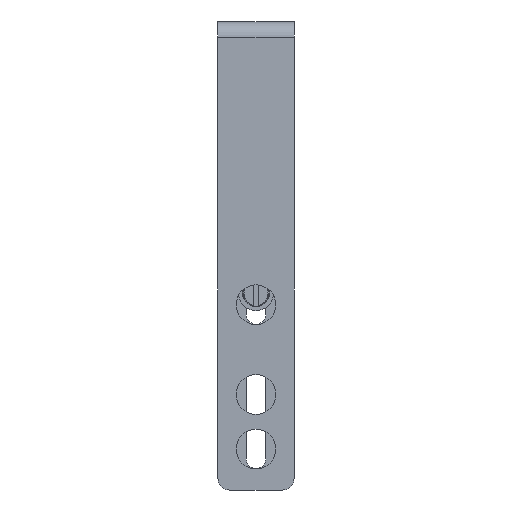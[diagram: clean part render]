
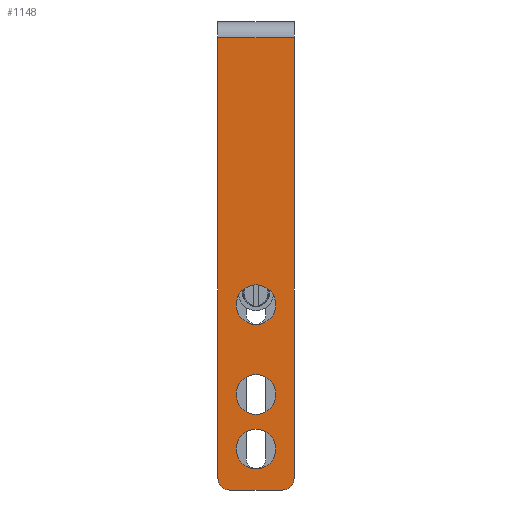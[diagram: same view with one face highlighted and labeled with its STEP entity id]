
A CAD part, left-side view. The second image highlights one B-rep face of the part: STEP entity #1148.
In plain terms, the highlighted planar face has unit normal (-1, 0, 0).
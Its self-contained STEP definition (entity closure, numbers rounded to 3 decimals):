
#96=FACE_BOUND('',#279,.T.);
#97=FACE_BOUND('',#280,.T.);
#98=FACE_BOUND('',#281,.T.);
#137=PLANE('',#1259);
#194=FACE_OUTER_BOUND('',#278,.T.);
#278=EDGE_LOOP('',(#964,#965,#966,#967,#968,#969));
#279=EDGE_LOOP('',(#970));
#280=EDGE_LOOP('',(#971));
#281=EDGE_LOOP('',(#972));
#354=LINE('',#1751,#428);
#360=LINE('',#1774,#434);
#392=LINE('',#1866,#466);
#394=LINE('',#1876,#468);
#428=VECTOR('',#1388,113.);
#434=VECTOR('',#1410,113.);
#466=VECTOR('',#1516,19.5);
#468=VECTOR('',#1532,13.5);
#491=CIRCLE('',#1204,3.);
#497=CIRCLE('',#1213,3.);
#504=CIRCLE('',#1234,5.1);
#505=CIRCLE('',#1236,5.1);
#506=CIRCLE('',#1238,5.1);
#560=VERTEX_POINT('',#1738);
#561=VERTEX_POINT('',#1739);
#565=VERTEX_POINT('',#1749);
#572=VERTEX_POINT('',#1767);
#573=VERTEX_POINT('',#1768);
#574=VERTEX_POINT('',#1773);
#587=VERTEX_POINT('',#1825);
#588=VERTEX_POINT('',#1828);
#589=VERTEX_POINT('',#1831);
#666=EDGE_CURVE('',#560,#561,#491,.T.);
#672=EDGE_CURVE('',#565,#560,#354,.T.);
#680=EDGE_CURVE('',#572,#573,#497,.T.);
#683=EDGE_CURVE('',#573,#574,#360,.T.);
#709=EDGE_CURVE('',#587,#587,#504,.T.);
#710=EDGE_CURVE('',#588,#588,#505,.T.);
#711=EDGE_CURVE('',#589,#589,#506,.T.);
#728=EDGE_CURVE('',#565,#574,#392,.T.);
#734=EDGE_CURVE('',#561,#572,#394,.T.);
#964=ORIENTED_EDGE('',*,*,#666,.F.);
#965=ORIENTED_EDGE('',*,*,#672,.F.);
#966=ORIENTED_EDGE('',*,*,#728,.T.);
#967=ORIENTED_EDGE('',*,*,#683,.F.);
#968=ORIENTED_EDGE('',*,*,#680,.F.);
#969=ORIENTED_EDGE('',*,*,#734,.F.);
#970=ORIENTED_EDGE('',*,*,#709,.T.);
#971=ORIENTED_EDGE('',*,*,#710,.T.);
#972=ORIENTED_EDGE('',*,*,#711,.T.);
#1148=ADVANCED_FACE('',(#194,#96,#97,#98),#137,.T.);
#1204=AXIS2_PLACEMENT_3D('',#1740,#1378,#1379);
#1213=AXIS2_PLACEMENT_3D('',#1769,#1404,#1405);
#1234=AXIS2_PLACEMENT_3D('',#1826,#1468,#1469);
#1236=AXIS2_PLACEMENT_3D('',#1829,#1472,#1473);
#1238=AXIS2_PLACEMENT_3D('',#1832,#1476,#1477);
#1259=AXIS2_PLACEMENT_3D('',#1877,#1533,#1534);
#1378=DIRECTION('center_axis',(1.,0.,0.));
#1379=DIRECTION('ref_axis',(0.,-0.707,-0.707));
#1388=DIRECTION('',(0.,0.,-1.));
#1404=DIRECTION('center_axis',(1.,0.,0.));
#1405=DIRECTION('ref_axis',(0.,0.707,-0.707));
#1410=DIRECTION('',(0.,0.,1.));
#1468=DIRECTION('center_axis',(1.,0.,0.));
#1469=DIRECTION('ref_axis',(0.,0.,
-1.));
#1472=DIRECTION('center_axis',(1.,0.,0.));
#1473=DIRECTION('ref_axis',(0.,0.,
-1.));
#1476=DIRECTION('center_axis',(1.,0.,0.));
#1477=DIRECTION('ref_axis',(0.,0.,
-1.));
#1516=DIRECTION('',(0.,1.,0.));
#1532=DIRECTION('',(0.,1.,0.));
#1533=DIRECTION('center_axis',(-1.,0.,0.));
#1534=DIRECTION('ref_axis',(0.,0.,1.));
#1738=CARTESIAN_POINT('',(-165.,-9.75,-115.));
#1739=CARTESIAN_POINT('',(-165.,-6.75,-118.));
#1740=CARTESIAN_POINT('Origin',(-165.,-6.75,-115.));
#1749=CARTESIAN_POINT('',(-165.,-9.75,-2.));
#1751=CARTESIAN_POINT('',(-165.,-9.75,-2.));
#1767=CARTESIAN_POINT('',(-165.,6.75,-118.));
#1768=CARTESIAN_POINT('',(-165.,9.75,-115.));
#1769=CARTESIAN_POINT('Origin',(-165.,6.75,-115.));
#1773=CARTESIAN_POINT('',(-165.,9.75,-2.));
#1774=CARTESIAN_POINT('',(-165.,9.75,6.901));
#1825=CARTESIAN_POINT('',(-165.,0.,-65.4));
#1826=CARTESIAN_POINT('Origin',(-165.,0.,-70.5));
#1828=CARTESIAN_POINT('',(-165.,0.,-88.4));
#1829=CARTESIAN_POINT('Origin',(-165.,0.,
-93.5));
#1831=CARTESIAN_POINT('',(-165.,0.,-102.4));
#1832=CARTESIAN_POINT('Origin',(-165.,0.,
-107.5));
#1866=CARTESIAN_POINT('',(-165.,0.,-2.));
#1876=CARTESIAN_POINT('',(-165.,-9.75,-118.));
#1877=CARTESIAN_POINT('Origin',(-165.,0.,-57.775));
